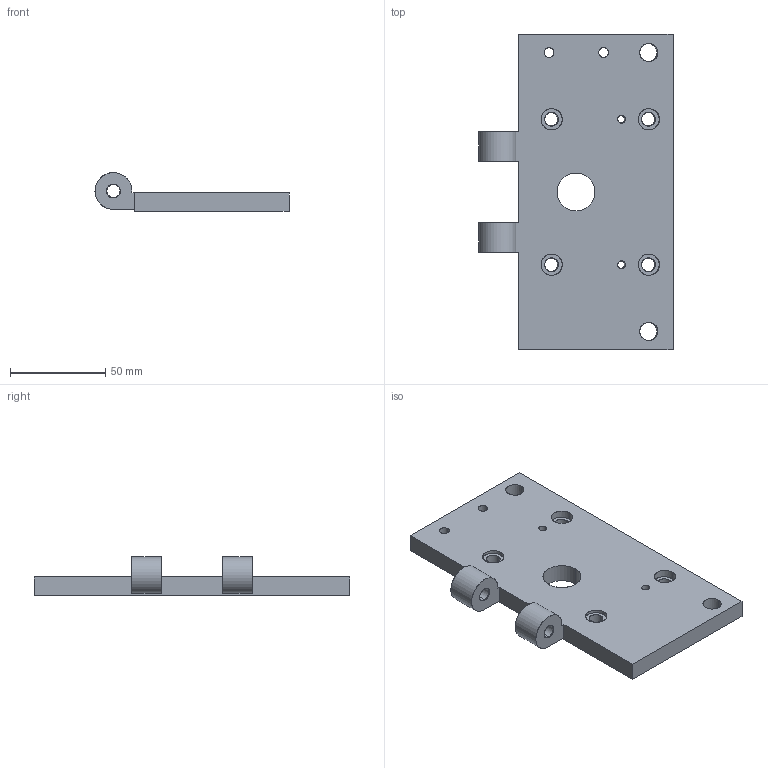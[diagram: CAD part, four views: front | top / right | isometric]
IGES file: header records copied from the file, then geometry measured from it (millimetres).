
Start section: SolidWorks IGES file using analytic representation for surfaces
Global section: file name: D1001621_AdLIGO_AOS_ARM Cavity Baffle Upper Mounting Hinge.IGS; native system: SolidWorks 2012; preprocessor: SolidWorks 2012; author: mruiz; date: 111123.145411; units: inch
Bounding box: 101.6 x 165.1 x 20.32 mm (x, y, z)
Surface area: 36145.6 mm2 (no closed solid volume)
Topology: 0 solids, 0 shells, 62 faces, 1672 edges, 1672 vertices
Faces by surface type: revolution 44, bspline 18
